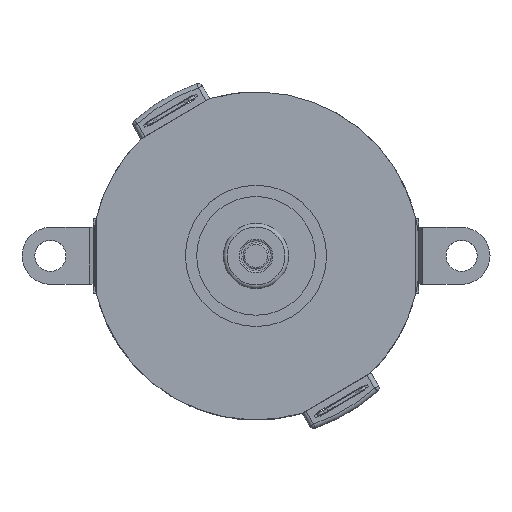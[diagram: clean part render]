
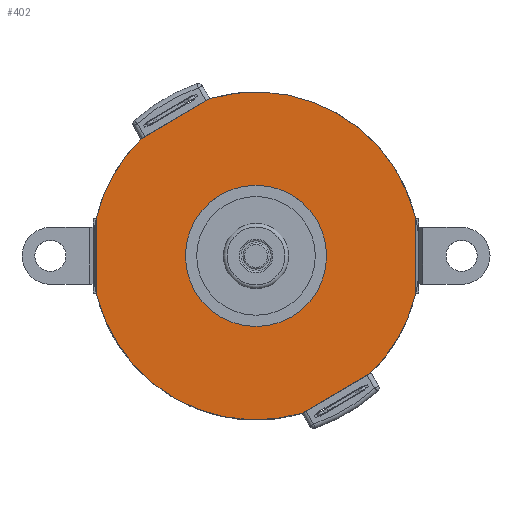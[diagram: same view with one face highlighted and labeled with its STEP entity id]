
A CAD part, top view. The second image highlights one B-rep face of the part: STEP entity #402.
In plain terms, the highlighted planar face has unit normal (0, 0, 1).
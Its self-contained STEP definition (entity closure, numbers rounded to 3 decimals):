
#287 = EDGE_CURVE('',#288,#290,#292,.T.);
#288 = VERTEX_POINT('',#289);
#289 = CARTESIAN_POINT('',(21.976,5.484,18.85));
#290 = VERTEX_POINT('',#291);
#291 = CARTESIAN_POINT('',(-6.4,21.727,18.85));
#292 = CIRCLE('',#293,22.65);
#293 = AXIS2_PLACEMENT_3D('',#294,#295,#296);
#294 = CARTESIAN_POINT('',(0.,0.,18.85));
#295 = DIRECTION('',(0.,0.,1.));
#296 = DIRECTION('',(1.,0.,0.));
#402 = ADVANCED_FACE('',(#403,#523),#534,.T.);
#403 = FACE_BOUND('',#404,.T.);
#404 = EDGE_LOOP('',(#405,#415,#428,#429,#437,#446,#461,#469,#484,#493,
    #501,#510));
#405 = ORIENTED_EDGE('',*,*,#406,.F.);
#406 = EDGE_CURVE('',#407,#409,#411,.T.);
#407 = VERTEX_POINT('',#408);
#408 = CARTESIAN_POINT('',(22.004,5.266,18.85));
#409 = VERTEX_POINT('',#410);
#410 = CARTESIAN_POINT('',(22.004,-5.266,18.85));
#411 = LINE('',#412,#413);
#412 = CARTESIAN_POINT('',(22.004,-3.,18.85));
#413 = VECTOR('',#414,1.);
#414 = DIRECTION('',(0.,-1.,0.));
#415 = ORIENTED_EDGE('',*,*,#416,.F.);
#416 = EDGE_CURVE('',#288,#407,#417,.T.);
#417 = B_SPLINE_CURVE_WITH_KNOTS('',5,(#418,#419,#420,#421,#422,#423,
    #424,#425,#426,#427),.UNSPECIFIED.,.F.,.F.,(6,4,6),(0.,
    0.223,1.),.UNSPECIFIED.);
#418 = CARTESIAN_POINT('',(21.976,5.484,18.85));
#419 = CARTESIAN_POINT('',(21.979,5.474,18.85));
#420 = CARTESIAN_POINT('',(21.981,5.464,18.85));
#421 = CARTESIAN_POINT('',(21.983,5.454,18.85));
#422 = CARTESIAN_POINT('',(21.985,5.444,18.85));
#423 = CARTESIAN_POINT('',(21.994,5.4,18.85));
#424 = CARTESIAN_POINT('',(21.999,5.365,18.85));
#425 = CARTESIAN_POINT('',(22.002,5.331,18.85));
#426 = CARTESIAN_POINT('',(22.004,5.298,18.85));
#427 = CARTESIAN_POINT('',(22.004,5.266,18.85));
#428 = ORIENTED_EDGE('',*,*,#287,.T.);
#429 = ORIENTED_EDGE('',*,*,#430,.F.);
#430 = EDGE_CURVE('',#431,#290,#433,.T.);
#431 = VERTEX_POINT('',#432);
#432 = CARTESIAN_POINT('',(-15.864,16.166,18.85));
#433 = LINE('',#434,#435);
#434 = CARTESIAN_POINT('',(-0.355,25.279,18.85));
#435 = VECTOR('',#436,1.);
#436 = DIRECTION('',(0.862,0.507,0.));
#437 = ORIENTED_EDGE('',*,*,#438,.T.);
#438 = EDGE_CURVE('',#431,#439,#441,.T.);
#439 = VERTEX_POINT('',#440);
#440 = CARTESIAN_POINT('',(-21.976,5.484,18.85));
#441 = CIRCLE('',#442,22.65);
#442 = AXIS2_PLACEMENT_3D('',#443,#444,#445);
#443 = CARTESIAN_POINT('',(0.,0.,18.85));
#444 = DIRECTION('',(0.,0.,1.));
#445 = DIRECTION('',(1.,0.,0.));
#446 = ORIENTED_EDGE('',*,*,#447,.T.);
#447 = EDGE_CURVE('',#439,#448,#450,.T.);
#448 = VERTEX_POINT('',#449);
#449 = CARTESIAN_POINT('',(-22.004,5.266,18.85));
#450 = B_SPLINE_CURVE_WITH_KNOTS('',5,(#451,#452,#453,#454,#455,#456,
    #457,#458,#459,#460),.UNSPECIFIED.,.F.,.F.,(6,4,6),(0.,
    0.223,1.),.UNSPECIFIED.);
#451 = CARTESIAN_POINT('',(-21.976,5.484,18.85));
#452 = CARTESIAN_POINT('',(-21.979,5.474,18.85));
#453 = CARTESIAN_POINT('',(-21.981,5.464,18.85));
#454 = CARTESIAN_POINT('',(-21.983,5.454,18.85));
#455 = CARTESIAN_POINT('',(-21.985,5.444,18.85));
#456 = CARTESIAN_POINT('',(-21.994,5.4,18.85));
#457 = CARTESIAN_POINT('',(-21.999,5.365,18.85));
#458 = CARTESIAN_POINT('',(-22.002,5.331,18.85));
#459 = CARTESIAN_POINT('',(-22.004,5.298,18.85));
#460 = CARTESIAN_POINT('',(-22.004,5.266,18.85));
#461 = ORIENTED_EDGE('',*,*,#462,.F.);
#462 = EDGE_CURVE('',#463,#448,#465,.T.);
#463 = VERTEX_POINT('',#464);
#464 = CARTESIAN_POINT('',(-22.004,-5.266,18.85));
#465 = LINE('',#466,#467);
#466 = CARTESIAN_POINT('',(-22.004,-3.,18.85));
#467 = VECTOR('',#468,1.);
#468 = DIRECTION('',(0.,1.,0.));
#469 = ORIENTED_EDGE('',*,*,#470,.F.);
#470 = EDGE_CURVE('',#471,#463,#473,.T.);
#471 = VERTEX_POINT('',#472);
#472 = CARTESIAN_POINT('',(-21.976,-5.484,18.85));
#473 = B_SPLINE_CURVE_WITH_KNOTS('',5,(#474,#475,#476,#477,#478,#479,
    #480,#481,#482,#483),.UNSPECIFIED.,.F.,.F.,(6,4,6),(0.,
    0.223,1.),.UNSPECIFIED.);
#474 = CARTESIAN_POINT('',(-21.976,-5.484,18.85));
#475 = CARTESIAN_POINT('',(-21.979,-5.474,18.85));
#476 = CARTESIAN_POINT('',(-21.981,-5.464,18.85));
#477 = CARTESIAN_POINT('',(-21.983,-5.454,18.85));
#478 = CARTESIAN_POINT('',(-21.985,-5.444,18.85));
#479 = CARTESIAN_POINT('',(-21.994,-5.4,18.85));
#480 = CARTESIAN_POINT('',(-21.999,-5.365,18.85));
#481 = CARTESIAN_POINT('',(-22.002,-5.331,18.85));
#482 = CARTESIAN_POINT('',(-22.004,-5.298,18.85));
#483 = CARTESIAN_POINT('',(-22.004,-5.266,18.85));
#484 = ORIENTED_EDGE('',*,*,#485,.T.);
#485 = EDGE_CURVE('',#471,#486,#488,.T.);
#486 = VERTEX_POINT('',#487);
#487 = CARTESIAN_POINT('',(6.4,-21.727,18.85));
#488 = CIRCLE('',#489,22.65);
#489 = AXIS2_PLACEMENT_3D('',#490,#491,#492);
#490 = CARTESIAN_POINT('',(0.,0.,18.85));
#491 = DIRECTION('',(0.,0.,1.));
#492 = DIRECTION('',(1.,0.,0.));
#493 = ORIENTED_EDGE('',*,*,#494,.F.);
#494 = EDGE_CURVE('',#495,#486,#497,.T.);
#495 = VERTEX_POINT('',#496);
#496 = CARTESIAN_POINT('',(15.864,-16.166,18.85));
#497 = LINE('',#498,#499);
#498 = CARTESIAN_POINT('',(0.355,-25.279,18.85));
#499 = VECTOR('',#500,1.);
#500 = DIRECTION('',(-0.862,-0.507,-0.));
#501 = ORIENTED_EDGE('',*,*,#502,.T.);
#502 = EDGE_CURVE('',#495,#503,#505,.T.);
#503 = VERTEX_POINT('',#504);
#504 = CARTESIAN_POINT('',(21.976,-5.484,18.85));
#505 = CIRCLE('',#506,22.65);
#506 = AXIS2_PLACEMENT_3D('',#507,#508,#509);
#507 = CARTESIAN_POINT('',(0.,0.,18.85));
#508 = DIRECTION('',(0.,0.,1.));
#509 = DIRECTION('',(1.,0.,0.));
#510 = ORIENTED_EDGE('',*,*,#511,.F.);
#511 = EDGE_CURVE('',#409,#503,#512,.T.);
#512 = B_SPLINE_CURVE_WITH_KNOTS('',5,(#513,#514,#515,#516,#517,#518,
    #519,#520,#521,#522),.UNSPECIFIED.,.F.,.F.,(6,4,6),(0.,
    0.778,1.),.UNSPECIFIED.);
#513 = CARTESIAN_POINT('',(22.004,-5.266,18.85));
#514 = CARTESIAN_POINT('',(22.004,-5.298,18.85));
#515 = CARTESIAN_POINT('',(22.002,-5.331,18.85));
#516 = CARTESIAN_POINT('',(21.999,-5.365,18.85));
#517 = CARTESIAN_POINT('',(21.994,-5.4,18.85));
#518 = CARTESIAN_POINT('',(21.985,-5.445,18.85));
#519 = CARTESIAN_POINT('',(21.983,-5.454,18.85));
#520 = CARTESIAN_POINT('',(21.981,-5.464,18.85));
#521 = CARTESIAN_POINT('',(21.979,-5.474,18.85));
#522 = CARTESIAN_POINT('',(21.976,-5.484,18.85));
#523 = FACE_BOUND('',#524,.T.);
#524 = EDGE_LOOP('',(#525));
#525 = ORIENTED_EDGE('',*,*,#526,.F.);
#526 = EDGE_CURVE('',#527,#527,#529,.T.);
#527 = VERTEX_POINT('',#528);
#528 = CARTESIAN_POINT('',(9.75,0.,18.85));
#529 = CIRCLE('',#530,9.75);
#530 = AXIS2_PLACEMENT_3D('',#531,#532,#533);
#531 = CARTESIAN_POINT('',(0.,0.,18.85));
#532 = DIRECTION('',(0.,0.,1.));
#533 = DIRECTION('',(1.,0.,0.));
#534 = PLANE('',#535);
#535 = AXIS2_PLACEMENT_3D('',#536,#537,#538);
#536 = CARTESIAN_POINT('',(0.,0.,18.85));
#537 = DIRECTION('',(0.,0.,1.));
#538 = DIRECTION('',(0.,1.,0.));
